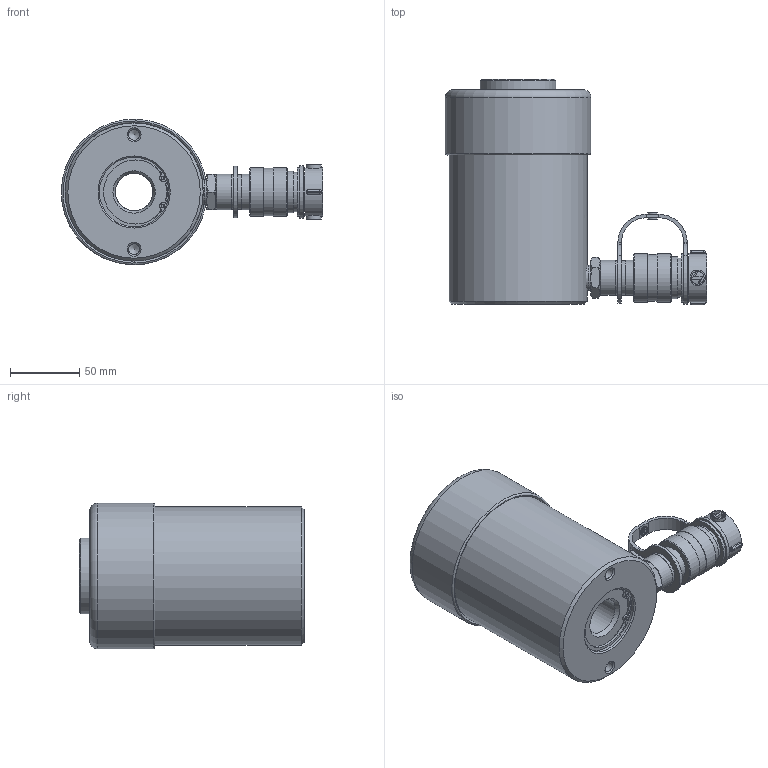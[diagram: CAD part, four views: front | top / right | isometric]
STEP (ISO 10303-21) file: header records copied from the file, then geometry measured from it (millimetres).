
FILE_DESCRIPTION (( 'STEP AP203' ), '1' );
FILE_NAME ('H3204.STEP', '2018-08-07T03:35:41', ( '' ), ( '' ), 'SwSTEP 2.0', 'SolidWorks 2018', '' );
FILE_SCHEMA (( 'CONFIG_CONTROL_DESIGN' ));
Length unit declared in the file: millimetre
Products named in the file (1): H3204
Bounding box: 188.39 x 162.4 x 104.95 mm (x, y, z)
Volume: 988438.2 mm3; surface area: 266471.6 mm2
Topology: 12 solids, 12 shells, 538 faces, 1237 edges, 781 vertices
Faces by surface type: plane 195, cylinder 168, cone 75, bspline 73, torus 19, sphere 8
Full cylindrical faces by diameter (mm): 2.5 x2, 3 x1, 4 x2, 5 x2, 6 x1, 7.937 x2, 9.6 x1, 10 x1, 14.1 x1, 14.275 x1, 14.5 x1, 16 x1, 18 x1, 18.6 x1, 18.9 x1, 19.1 x2, 22.6 x1, 25 x1, 25.5 x2, 25.6 x1, 27 x3, 28.3 x1, 28.4 x4, 30 x2, 31 x1, 34 x1, 35 x4, 37 x1, 37.96 x1, 39.68 x1
Entity records: 17956 total; most frequent: CARTESIAN_POINT 7025, DIRECTION 2113, ORIENTED_EDGE 2038, EDGE_CURVE 1019, AXIS2_PLACEMENT_3D 863, EDGE_LOOP 798, VERTEX_POINT 739, FACE_OUTER_BOUND 639
